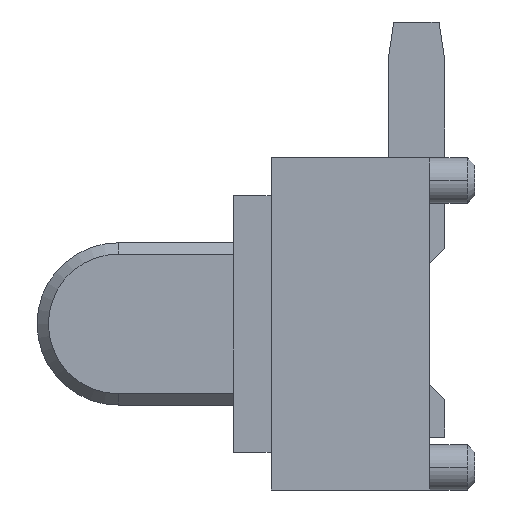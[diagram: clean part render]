
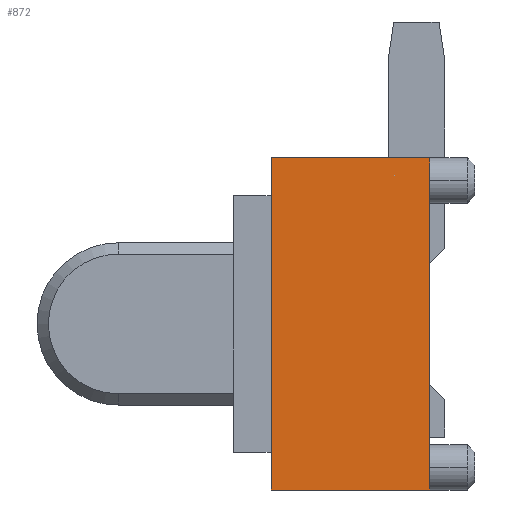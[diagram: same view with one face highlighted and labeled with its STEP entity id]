
A CAD part, left-side view. The second image highlights one B-rep face of the part: STEP entity #872.
In plain terms, the highlighted planar face has unit normal (-1, 0, 0).
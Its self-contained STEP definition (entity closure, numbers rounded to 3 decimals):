
#76 = CARTESIAN_POINT ( 'NONE',  ( -3.25, 2.1, -2.2 ) ) ;
#150 = EDGE_CURVE ( 'NONE', #1138, #4471, #2368, .T. ) ;
#278 = VECTOR ( 'NONE', #4034, 1000. ) ;
#382 = CARTESIAN_POINT ( 'NONE',  ( -3.25, 2.1, 2.2 ) ) ;
#404 = DIRECTION ( 'NONE',  ( 0., 0., -1. ) ) ;
#509 = VERTEX_POINT ( 'NONE', #3603 ) ;
#524 = VECTOR ( 'NONE', #2629, 1000. ) ;
#729 = ORIENTED_EDGE ( 'NONE', *, *, #840, .F. ) ;
#840 = EDGE_CURVE ( 'NONE', #1426, #1397, #4409, .T. ) ;
#872 = ADVANCED_FACE ( 'NONE', ( #3882 ), #4599, .T. ) ;
#1138 = VERTEX_POINT ( 'NONE', #2697 ) ;
#1182 = CARTESIAN_POINT ( 'NONE',  ( -3.25, 2.6, 2.2 ) ) ;
#1272 = AXIS2_PLACEMENT_3D ( 'NONE', #2386, #1368, #3500 ) ;
#1331 = CARTESIAN_POINT ( 'NONE',  ( -3.25, 0., -2.2 ) ) ;
#1368 = DIRECTION ( 'NONE',  ( -1., 0., 0. ) ) ;
#1397 = VERTEX_POINT ( 'NONE', #2186 ) ;
#1426 = VERTEX_POINT ( 'NONE', #382 ) ;
#1583 = ORIENTED_EDGE ( 'NONE', *, *, #3895, .T. ) ;
#1992 = ORIENTED_EDGE ( 'NONE', *, *, #3449, .T. ) ;
#2073 = VECTOR ( 'NONE', #4627, 1000. ) ;
#2186 = CARTESIAN_POINT ( 'NONE',  ( -3.25, 0., 2.2 ) ) ;
#2368 = LINE ( 'NONE', #3934, #2875 ) ;
#2386 = CARTESIAN_POINT ( 'NONE',  ( -3.25, 2.6, -2.2 ) ) ;
#2568 = LINE ( 'NONE', #3011, #278 ) ;
#2629 = DIRECTION ( 'NONE',  ( 0., -1., 0. ) ) ;
#2697 = CARTESIAN_POINT ( 'NONE',  ( -3.25, 0., -2.2 ) ) ;
#2742 = DIRECTION ( 'NONE',  ( 0., 0., 1. ) ) ;
#2875 = VECTOR ( 'NONE', #2742, 1000. ) ;
#3011 = CARTESIAN_POINT ( 'NONE',  ( -3.25, 2.6, -2.2 ) ) ;
#3096 = ORIENTED_EDGE ( 'NONE', *, *, #3948, .T. ) ;
#3449 = EDGE_CURVE ( 'NONE', #4471, #1397, #4560, .T. ) ;
#3500 = DIRECTION ( 'NONE',  ( 0., -1., 0. ) ) ;
#3603 = CARTESIAN_POINT ( 'NONE',  ( -3.25, 2.1, -2.2 ) ) ;
#3671 = VECTOR ( 'NONE', #404, 1000. ) ;
#3882 = FACE_OUTER_BOUND ( 'NONE', #4505, .T. ) ;
#3895 = EDGE_CURVE ( 'NONE', #1426, #509, #4418, .T. ) ;
#3934 = CARTESIAN_POINT ( 'NONE',  ( -3.25, 0., -2.2 ) ) ;
#3948 = EDGE_CURVE ( 'NONE', #509, #1138, #2568, .T. ) ;
#4034 = DIRECTION ( 'NONE',  ( 0., -1., 0. ) ) ;
#4229 = CARTESIAN_POINT ( 'NONE',  ( -3.25, 0., 1.9 ) ) ;
#4409 = LINE ( 'NONE', #1182, #524 ) ;
#4418 = LINE ( 'NONE', #76, #3671 ) ;
#4471 = VERTEX_POINT ( 'NONE', #4229 ) ;
#4505 = EDGE_LOOP ( 'NONE', ( #729, #1583, #3096, #4587, #1992 ) ) ;
#4560 = LINE ( 'NONE', #1331, #2073 ) ;
#4587 = ORIENTED_EDGE ( 'NONE', *, *, #150, .T. ) ;
#4599 = PLANE ( 'NONE',  #1272 ) ;
#4627 = DIRECTION ( 'NONE',  ( 0., 0., 1. ) ) ;
